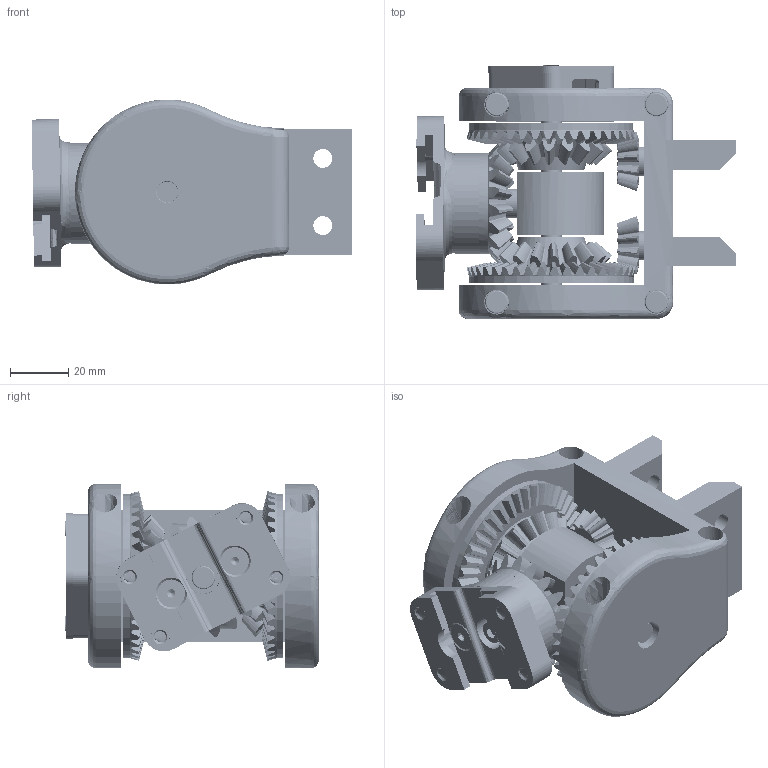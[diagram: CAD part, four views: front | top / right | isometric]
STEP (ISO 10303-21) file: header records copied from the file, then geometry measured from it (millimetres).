
FILE_DESCRIPTION(('FreeCAD Model'),'2;1');
FILE_NAME('Open CASCADE Shape Model','2025-04-25T20:24:43',('FreeCAD'),( 'FreeCAD'),'Open CASCADE STEP processor 7.6','FreeCAD','Unknown');
FILE_SCHEMA(('AUTOMOTIVE_DESIGN { 1 0 10303 214 1 1 1 1 }'));
Products named in the file (1): Open CASCADE STEP translator 7.6 1
Bounding box: 110.22 x 87.29 x 63.58 mm (x, y, z)
Volume: 211139.3 mm3; surface area: 118615.4 mm2
Topology: 179 solids, 179 shells, 5410 faces, 15369 edges, 9951 vertices
Faces by surface type: bspline 5410
Entity records: 298152 total; most frequent: CARTESIAN_POINT 214684, ORIENTED_EDGE 29596, EDGE_CURVE 14798, VERTEX_POINT 9871, B_SPLINE_CURVE_WITH_KNOTS 9729, FACE_BOUND 5779, EDGE_LOOP 5699, ADVANCED_FACE 5410
